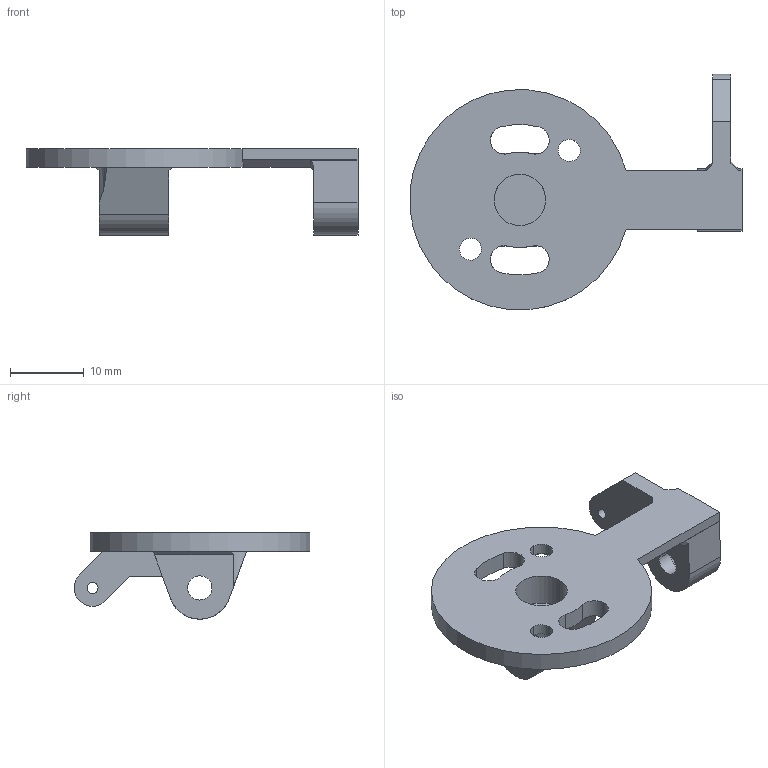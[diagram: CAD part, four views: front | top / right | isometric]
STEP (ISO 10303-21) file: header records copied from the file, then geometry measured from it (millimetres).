
FILE_DESCRIPTION(('CATIA V5 STEP Exchange'),'2;1');
FILE_NAME('Tail Motor Mount.stp','2014-11-04T01:25:16+00:00',('none'),('none'),'CATIA Version 5 Release 20 GA (IN-10)','CATIA V5 STEP AP203','none');
FILE_SCHEMA(('CONFIG_CONTROL_DESIGN'));
Length unit declared in the file: millimetre
Products named in the file (1): Tail Motor Mount
Bounding box: 45.17 x 32.04 x 11.75 mm (x, y, z)
Volume: 2878.1 mm3; surface area: 2977.9 mm2
Topology: 1 solids, 1 shells, 73 faces, 203 edges, 133 vertices
Faces by surface type: plane 45, cylinder 28
Entity records: 2267 total; most frequent: CARTESIAN_POINT 436, ORIENTED_EDGE 406, DIRECTION 294, EDGE_CURVE 203, VERTEX_POINT 133, AXIS2_PLACEMENT_3D 124, VECTOR 116, LINE 116
